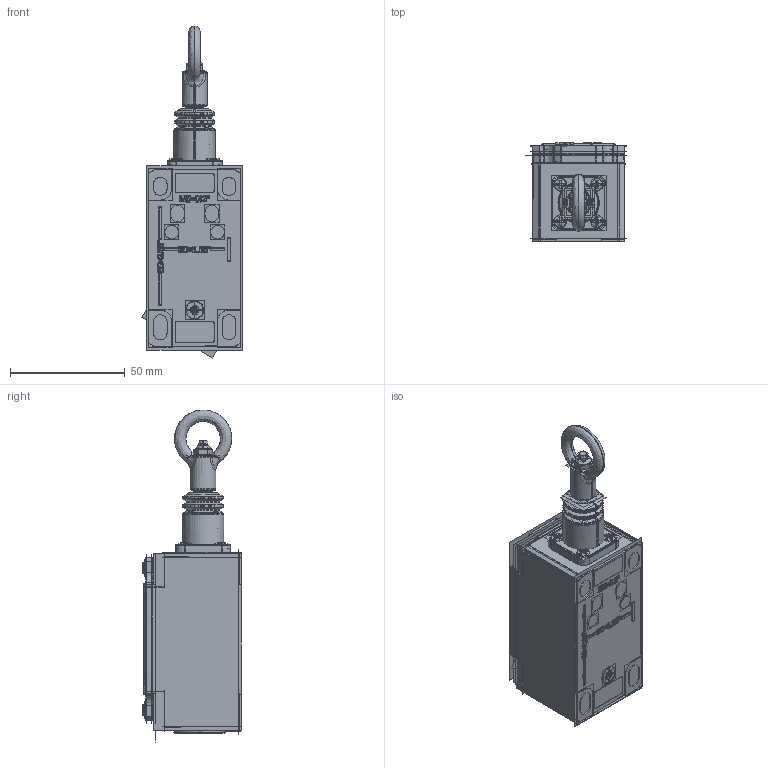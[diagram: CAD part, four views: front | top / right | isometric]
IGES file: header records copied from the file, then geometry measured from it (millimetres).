
Start section:  PTC IGES file: 192595.igs
Global section: file name: 192595.igs; native system: Creo Parametric by Parametric Technology Corporation; preprocessor: 2013230; author: pdmadmin; organization: Unknown; date: 20160127.154242; units: millimetre
Bounding box: 43.87 x 43.17 x 144.91 mm (x, y, z)
Volume: 55200.3 mm3; surface area: 246313.2 mm2
Topology: 6 solids, 10 shells, 2996 faces, 15070 edges, 18863 vertices
Faces by surface type: bspline 1484, revolution 880, extrusion 632
